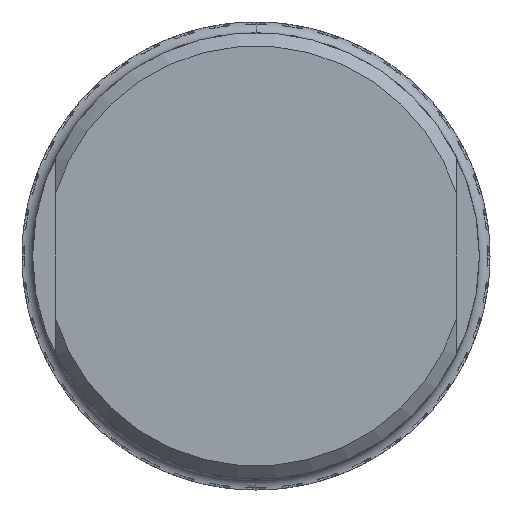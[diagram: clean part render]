
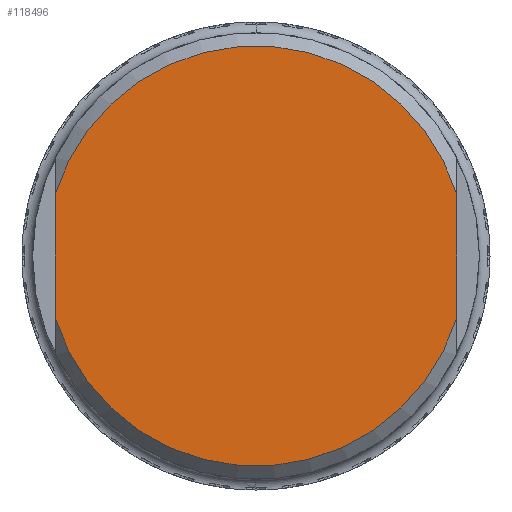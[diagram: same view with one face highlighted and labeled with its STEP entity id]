
A CAD part, front view. The second image highlights one B-rep face of the part: STEP entity #118496.
In plain terms, the highlighted planar face has unit normal (0, -1, 0).
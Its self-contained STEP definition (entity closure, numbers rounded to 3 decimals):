
#31833=CARTESIAN_POINT('',(0.,-27.,0.));
#31834=DIRECTION('',(0.,-1.,0.));
#31835=DIRECTION('',(-0.955,0.,-0.297));
#31836=AXIS2_PLACEMENT_3D('',#31833,#31834,#31835);
#31855=CARTESIAN_POINT('',(0.,-27.,0.));
#31856=DIRECTION('',(0.,-1.,0.));
#31857=DIRECTION('',(0.955,0.,0.297));
#31858=AXIS2_PLACEMENT_3D('',#31855,#31856,#31857);
#31872=DIRECTION('',(0.,0.,1.));
#31873=VECTOR('',#31872,5.597);
#31874=CARTESIAN_POINT('',(-9.,-27.,
-2.798));
#31875=LINE('',#31874,#31873);
#31876=DIRECTION('',(0.,0.,-1.));
#31877=VECTOR('',#31876,5.597);
#31878=CARTESIAN_POINT('',(9.,-27.,
2.798));
#31879=LINE('',#31878,#31877);
#36368=CARTESIAN_POINT('',(-9.,-27.,-2.798));
#36369=CARTESIAN_POINT('',(9.,-27.,-2.798));
#36370=VERTEX_POINT('',#36368);
#36371=VERTEX_POINT('',#36369);
#36376=CARTESIAN_POINT('',(9.,-27.,2.798));
#36377=CARTESIAN_POINT('',(-9.,-27.,2.798));
#36378=VERTEX_POINT('',#36376);
#36379=VERTEX_POINT('',#36377);
#118485=CARTESIAN_POINT('',(0.,-27.,0.));
#118486=DIRECTION('',(0.,1.,0.));
#118487=DIRECTION('',(0.,0.,-1.));
#118488=AXIS2_PLACEMENT_3D('',#118485,#118486,#118487);
#118489=PLANE('',#118488);
#118490=ORIENTED_EDGE('',*,*,#118433,.F.);
#118491=ORIENTED_EDGE('',*,*,#118451,.T.);
#118492=ORIENTED_EDGE('',*,*,#118464,.F.);
#118493=ORIENTED_EDGE('',*,*,#118476,.T.);
#118494=EDGE_LOOP('',(#118490,#118491,#118492,#118493));
#118495=FACE_OUTER_BOUND('',#118494,.F.);
#31837=CIRCLE('',#31836,9.425);
#31859=CIRCLE('',#31858,9.425);
#118433=EDGE_CURVE('',#36370,#36371,#31837,.T.);
#118451=EDGE_CURVE('',#36370,#36379,#31875,.T.);
#118464=EDGE_CURVE('',#36378,#36379,#31859,.T.);
#118476=EDGE_CURVE('',#36378,#36371,#31879,.T.);
#118496=ADVANCED_FACE('',(#118495),#118489,.F.);
